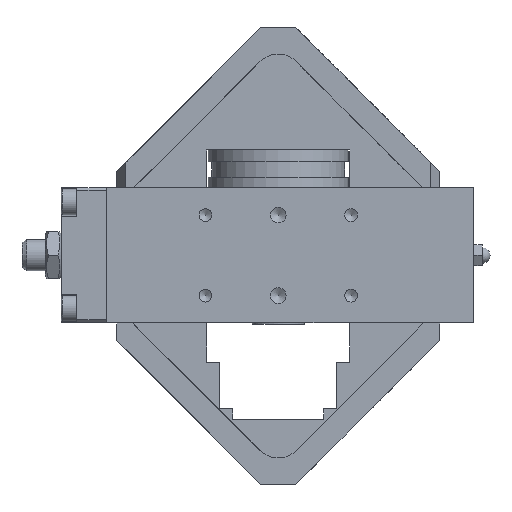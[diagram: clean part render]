
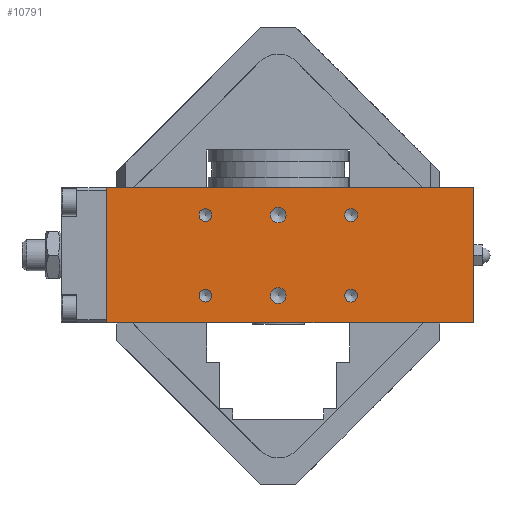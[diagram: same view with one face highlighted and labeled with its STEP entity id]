
A CAD part, front view. The second image highlights one B-rep face of the part: STEP entity #10791.
In plain terms, the highlighted planar face has unit normal (0, -1, 0).
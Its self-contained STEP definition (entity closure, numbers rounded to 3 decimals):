
#373=PLANE('',#11867);
#760=LINE('',#15837,#1648);
#763=LINE('',#15843,#1651);
#765=LINE('',#15846,#1653);
#766=LINE('',#15847,#1654);
#1648=VECTOR('',#13090,10.);
#1651=VECTOR('',#13095,10.);
#1653=VECTOR('',#13099,10.);
#1654=VECTOR('',#13100,10.);
#2788=FACE_BOUND('',#3907,.T.);
#2789=FACE_BOUND('',#3908,.T.);
#2790=FACE_BOUND('',#3909,.T.);
#2791=FACE_BOUND('',#3910,.T.);
#2792=FACE_BOUND('',#3911,.T.);
#2793=FACE_BOUND('',#3912,.T.);
#3176=FACE_OUTER_BOUND('',#3906,.T.);
#3906=EDGE_LOOP('',(#7928,#7929,#7930,#7931));
#3907=EDGE_LOOP('',(#7932));
#3908=EDGE_LOOP('',(#7933));
#3909=EDGE_LOOP('',(#7934));
#3910=EDGE_LOOP('',(#7935));
#3911=EDGE_LOOP('',(#7936));
#3912=EDGE_LOOP('',(#7937));
#4759=CIRCLE('',#11686,2.459);
#4761=CIRCLE('',#11690,2.459);
#4763=CIRCLE('',#11694,2.459);
#4765=CIRCLE('',#11698,2.459);
#4767=CIRCLE('',#11702,3.);
#4769=CIRCLE('',#11706,3.);
#5084=VERTEX_POINT('',#15448);
#5086=VERTEX_POINT('',#15454);
#5088=VERTEX_POINT('',#15460);
#5090=VERTEX_POINT('',#15466);
#5092=VERTEX_POINT('',#15472);
#5094=VERTEX_POINT('',#15478);
#5214=VERTEX_POINT('',#15834);
#5215=VERTEX_POINT('',#15836);
#5216=VERTEX_POINT('',#15840);
#5217=VERTEX_POINT('',#15842);
#6153=EDGE_CURVE('',#5084,#5084,#4759,.T.);
#6155=EDGE_CURVE('',#5086,#5086,#4761,.T.);
#6157=EDGE_CURVE('',#5088,#5088,#4763,.T.);
#6159=EDGE_CURVE('',#5090,#5090,#4765,.T.);
#6161=EDGE_CURVE('',#5092,#5092,#4767,.T.);
#6163=EDGE_CURVE('',#5094,#5094,#4769,.T.);
#6316=EDGE_CURVE('',#5214,#5215,#760,.T.);
#6319=EDGE_CURVE('',#5217,#5216,#763,.T.);
#6321=EDGE_CURVE('',#5214,#5217,#765,.T.);
#6322=EDGE_CURVE('',#5215,#5216,#766,.T.);
#7928=ORIENTED_EDGE('',*,*,#6321,.T.);
#7929=ORIENTED_EDGE('',*,*,#6319,.T.);
#7930=ORIENTED_EDGE('',*,*,#6322,.F.);
#7931=ORIENTED_EDGE('',*,*,#6316,.F.);
#7932=ORIENTED_EDGE('',*,*,#6153,.T.);
#7933=ORIENTED_EDGE('',*,*,#6155,.T.);
#7934=ORIENTED_EDGE('',*,*,#6157,.T.);
#7935=ORIENTED_EDGE('',*,*,#6159,.T.);
#7936=ORIENTED_EDGE('',*,*,#6161,.T.);
#7937=ORIENTED_EDGE('',*,*,#6163,.T.);
#10791=ADVANCED_FACE('',(#3176,#2788,#2789,#2790,#2791,#2792,#2793),#373,
 .T.);
#11686=AXIS2_PLACEMENT_3D('',#15449,#12653,#12654);
#11690=AXIS2_PLACEMENT_3D('',#15455,#12661,#12662);
#11694=AXIS2_PLACEMENT_3D('',#15461,#12669,#12670);
#11698=AXIS2_PLACEMENT_3D('',#15467,#12677,#12678);
#11702=AXIS2_PLACEMENT_3D('',#15473,#12685,#12686);
#11706=AXIS2_PLACEMENT_3D('',#15479,#12693,#12694);
#11867=AXIS2_PLACEMENT_3D('',#15845,#13097,#13098);
#12653=DIRECTION('center_axis',(0.,1.,0.));
#12654=DIRECTION('ref_axis',(1.,0.,0.));
#12661=DIRECTION('center_axis',(0.,1.,0.));
#12662=DIRECTION('ref_axis',(1.,0.,0.));
#12669=DIRECTION('center_axis',(0.,1.,0.));
#12670=DIRECTION('ref_axis',(1.,0.,0.));
#12677=DIRECTION('center_axis',(0.,1.,0.));
#12678=DIRECTION('ref_axis',(1.,0.,0.));
#12685=DIRECTION('center_axis',(0.,1.,0.));
#12686=DIRECTION('ref_axis',(1.,0.,0.));
#12693=DIRECTION('center_axis',(0.,1.,0.));
#12694=DIRECTION('ref_axis',(1.,0.,0.));
#13090=DIRECTION('',(0.,0.,1.));
#13095=DIRECTION('',(0.,0.,1.));
#13097=DIRECTION('center_axis',(0.,-1.,0.));
#13098=DIRECTION('ref_axis',(1.,0.,0.));
#13099=DIRECTION('',(1.,0.,0.));
#13100=DIRECTION('',(1.,0.,0.));
#15448=CARTESIAN_POINT('',(30.459,-49.,41.5));
#15449=CARTESIAN_POINT('Origin',(28.,-49.,41.5));
#15454=CARTESIAN_POINT('',(-25.542,-49.,41.5));
#15455=CARTESIAN_POINT('Origin',(-28.,-49.,41.5));
#15460=CARTESIAN_POINT('',(-25.542,-49.,10.5));
#15461=CARTESIAN_POINT('Origin',(-28.,-49.,10.5));
#15466=CARTESIAN_POINT('',(30.459,-49.,10.5));
#15467=CARTESIAN_POINT('Origin',(28.,-49.,10.5));
#15472=CARTESIAN_POINT('',(3.,-49.,41.5));
#15473=CARTESIAN_POINT('Origin',(0.,-49.,41.5));
#15478=CARTESIAN_POINT('',(3.,-49.,10.5));
#15479=CARTESIAN_POINT('Origin',(0.,-49.,10.5));
#15834=CARTESIAN_POINT('',(-66.,-49.,0.));
#15836=CARTESIAN_POINT('',(-66.,-49.,52.));
#15837=CARTESIAN_POINT('',(-66.,-49.,0.));
#15840=CARTESIAN_POINT('',(75.,-49.,52.));
#15842=CARTESIAN_POINT('',(75.,-49.,0.));
#15843=CARTESIAN_POINT('',(75.,-49.,0.));
#15845=CARTESIAN_POINT('Origin',(-66.,-49.,0.));
#15846=CARTESIAN_POINT('',(-66.,-49.,0.));
#15847=CARTESIAN_POINT('',(-66.,-49.,52.));
